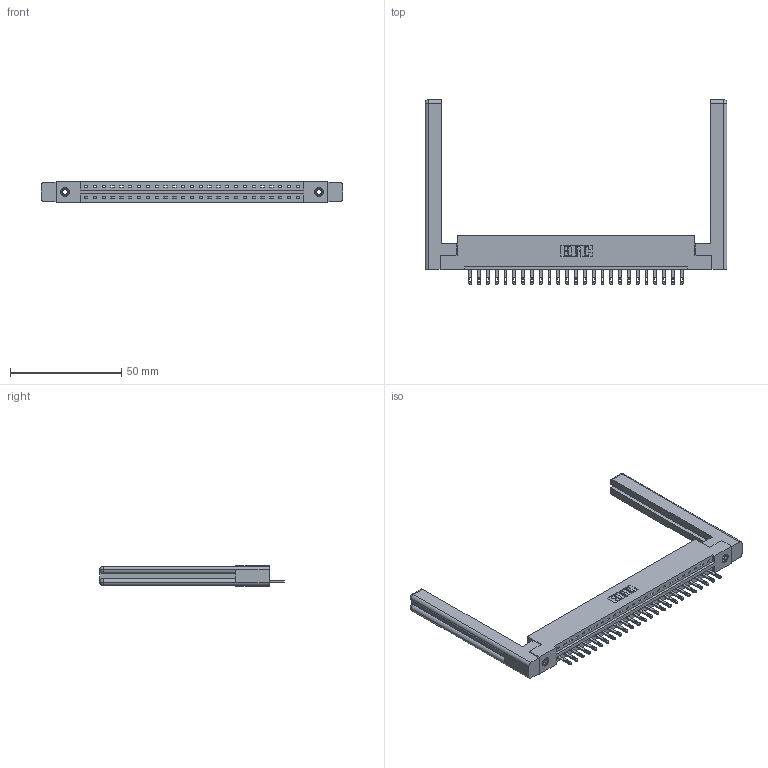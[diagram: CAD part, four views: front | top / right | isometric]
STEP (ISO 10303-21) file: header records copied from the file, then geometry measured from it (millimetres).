
FILE_DESCRIPTION (( 'STEP AP203' ), '1' );
FILE_NAME ('337-025-500-158.STEP', '2019-09-30T16:21:16', ( '' ), ( '' ), 'SwSTEP 2.0', 'SolidWorks 2016', '' );
FILE_SCHEMA (( 'CONFIG_CONTROL_DESIGN' ));
Length unit declared in the file: inch
Products named in the file (5): 345-250-001_345-250-001-102; 337-025-500-158; 337 Part_Flush Mounting Lugs - 0.156 Dia-TI; 345-292-001_345-293-100; 307-220-058
Assembly tree (30 placements, depth 2):
  337-025-500-158
    337 Part_Flush Mounting Lugs - 0.156 Dia-TI
    345-292-001_345-293-100  x25
    345-250-001_345-250-001-102  x2
    307-220-058  x2
Bounding box: 135.69 x 82.94 x 9.4 mm (x, y, z)
Volume: 21067.3 mm3; surface area: 19545.9 mm2
Topology: 30 solids, 30 shells, 1706 faces, 5165 edges, 3430 vertices
Faces by surface type: plane 1154, cylinder 528, cone 12, torus 12
Entity records: 23346 total; most frequent: CARTESIAN_POINT 4064, ORIENTED_EDGE 3964, DIRECTION 3476, EDGE_CURVE 1982, LINE 1802, VECTOR 1802, VERTEX_POINT 1314, AXIS2_PLACEMENT_3D 837
